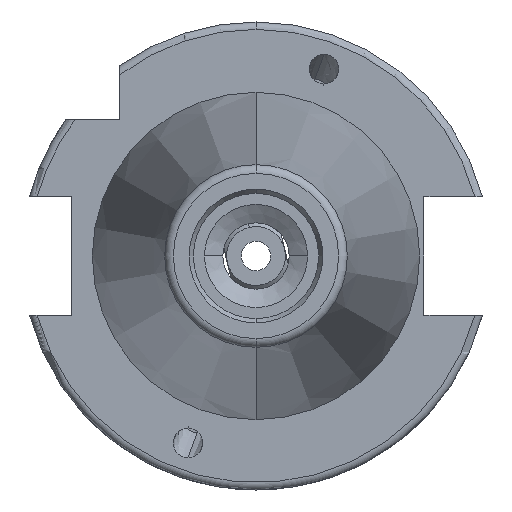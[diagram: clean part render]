
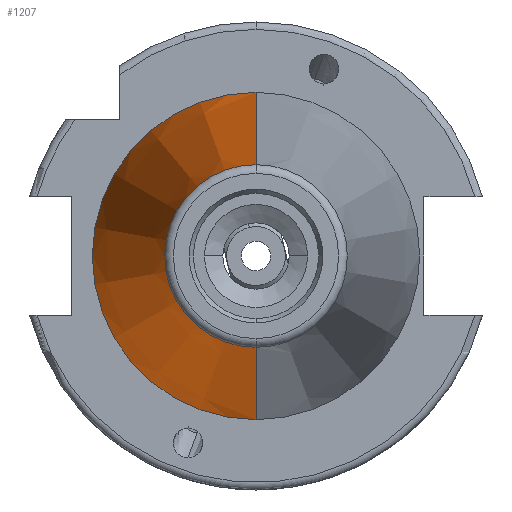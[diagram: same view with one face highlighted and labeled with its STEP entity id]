
A CAD part, left-side view. The second image highlights one B-rep face of the part: STEP entity #1207.
In plain terms, the highlighted conical face has half-angle 8.297 degrees and reference radius 22.225 mm.
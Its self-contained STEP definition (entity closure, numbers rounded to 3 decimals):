
#219 = DIRECTION ( 'NONE',  ( 0.99, -0.144, 0. ) ) ;
#233 = DIRECTION ( 'NONE',  ( 0., -1., 0. ) ) ;
#561 = CARTESIAN_POINT ( 'NONE',  ( -67.373, 12.4, 0. ) ) ;
#661 = CARTESIAN_POINT ( 'NONE',  ( 0., 22.225, 0. ) ) ;
#823 = ORIENTED_EDGE ( 'NONE', *, *, #5726, .F. ) ;
#1207 = ADVANCED_FACE ( 'NONE', ( #1545 ), #5537, .T. ) ;
#1422 = CIRCLE ( 'NONE', #5489, 12.4 ) ;
#1545 = FACE_OUTER_BOUND ( 'NONE', #5924, .T. ) ;
#1883 = LINE ( 'NONE', #661, #3090 ) ;
#1906 = CARTESIAN_POINT ( 'NONE',  ( 0., 22.225, 0. ) ) ;
#1928 = CARTESIAN_POINT ( 'NONE',  ( 0., -22.225, 0. ) ) ;
#2297 = VECTOR ( 'NONE', #219, 1000. ) ;
#2348 = EDGE_CURVE ( 'NONE', #2928, #4952, #1883, .T. ) ;
#2396 = CARTESIAN_POINT ( 'NONE',  ( -67.373, -12.4, 0. ) ) ;
#2491 = DIRECTION ( 'NONE',  ( -1., 0., 0. ) ) ;
#2818 = CARTESIAN_POINT ( 'NONE',  ( 0., -22.225, 0. ) ) ;
#2928 = VERTEX_POINT ( 'NONE', #561 ) ;
#3026 = ORIENTED_EDGE ( 'NONE', *, *, #2348, .F. ) ;
#3090 = VECTOR ( 'NONE', #3784, 1000. ) ;
#3151 = EDGE_CURVE ( 'NONE', #3231, #4964, #5205, .T. ) ;
#3231 = VERTEX_POINT ( 'NONE', #2396 ) ;
#3359 = DIRECTION ( 'NONE',  ( -1., 0., 0. ) ) ;
#3478 = ORIENTED_EDGE ( 'NONE', *, *, #5629, .T. ) ;
#3751 = AXIS2_PLACEMENT_3D ( 'NONE', #6492, #3359, #233 ) ;
#3784 = DIRECTION ( 'NONE',  ( 0.99, 0.144, 0. ) ) ;
#4201 = CARTESIAN_POINT ( 'NONE',  ( 0., 0., 0. ) ) ;
#4226 = DIRECTION ( 'NONE',  ( 1., 0., 0. ) ) ;
#4323 = DIRECTION ( 'NONE',  ( 0., 1., 0. ) ) ;
#4952 = VERTEX_POINT ( 'NONE', #1906 ) ;
#4964 = VERTEX_POINT ( 'NONE', #1928 ) ;
#5205 = LINE ( 'NONE', #2818, #2297 ) ;
#5489 = AXIS2_PLACEMENT_3D ( 'NONE', #5597, #2491, #6127 ) ;
#5537 = CONICAL_SURFACE ( 'NONE', #5816, 22.225, 0.145 ) ;
#5597 = CARTESIAN_POINT ( 'NONE',  ( -67.373, 0., 0. ) ) ;
#5629 = EDGE_CURVE ( 'NONE', #4964, #4952, #5909, .T. ) ;
#5726 = EDGE_CURVE ( 'NONE', #3231, #2928, #1422, .T. ) ;
#5816 = AXIS2_PLACEMENT_3D ( 'NONE', #4201, #4226, #4323 ) ;
#5909 = CIRCLE ( 'NONE', #3751, 22.225 ) ;
#5924 = EDGE_LOOP ( 'NONE', ( #823, #6246, #3478, #3026 ) ) ;
#6127 = DIRECTION ( 'NONE',  ( 0., -1., 0. ) ) ;
#6246 = ORIENTED_EDGE ( 'NONE', *, *, #3151, .T. ) ;
#6492 = CARTESIAN_POINT ( 'NONE',  ( 0., 0., 0. ) ) ;
